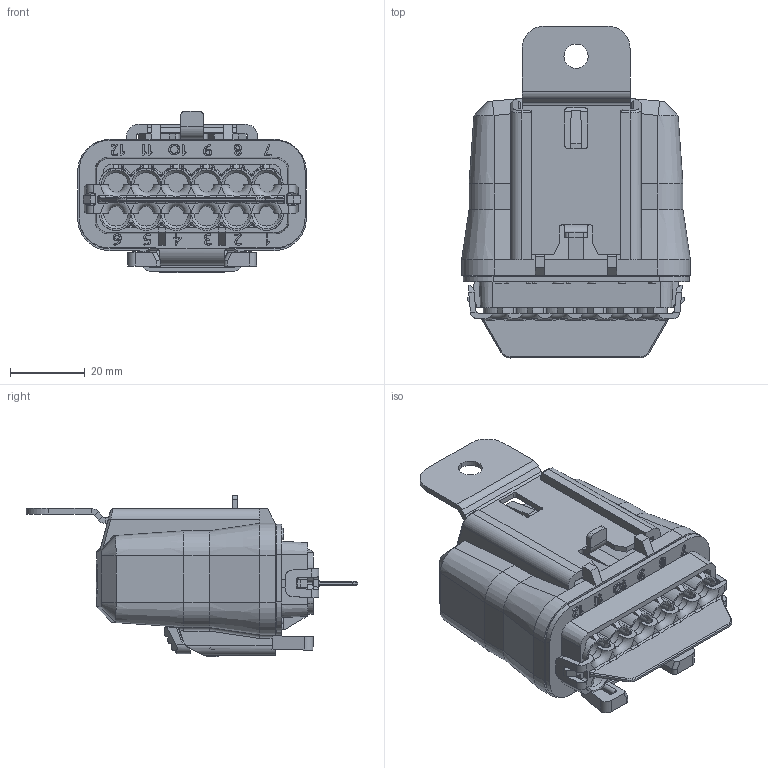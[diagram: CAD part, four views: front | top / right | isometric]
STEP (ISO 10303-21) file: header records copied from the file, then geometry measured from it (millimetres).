
FILE_DESCRIPTION((''),'2;1');
FILE_NAME('FRH-A12_SERIES_STANDARD_HOUSING_ASM','2024-06-12T14:34:56',('20077268'),(''),'CREO PARAMETRIC BY PTC INC, 2024014','CREO PARAMETRIC BY PTC INC, 2024014','');
FILE_SCHEMA(('CONFIG_CONTROL_DESIGN'));
Products named in the file (15): C26-1014_OUTER_BODY_NCF; C26-1014_SALES_INSERT-280D; C26-1014_SALES_HOUSING_ASM; C14-1011_INSTALLED; FRH-A12_ASM; FRH-A12_NCF_ASM; C27-1014_NCF; FRH-A12-C_NCF_ASM; C19-1002-AX_NCF; FRH-A12-MB-A1_ASM; C38-1019_NCF; FRH-A12-T_NCF_ASM; C38-1027_NCF; FRH-A-CPA_NCF_ASM; FRH-A12_SERIES_STANDARD_HOUSING_ASM
Assembly tree (25 placements, depth 5):
  FRH-A12_SERIES_STANDARD_HOUSING_ASM
    FRH-A12_NCF_ASM
      FRH-A12_ASM
        C26-1014_SALES_HOUSING_ASM
          C26-1014_OUTER_BODY_NCF
          C26-1014_SALES_INSERT-280D  x12
        C14-1011_INSTALLED
    FRH-A12-C_NCF_ASM
      C27-1014_NCF
    FRH-A12-MB-A1_ASM
      C19-1002-AX_NCF
    FRH-A12-T_NCF_ASM
      C38-1019_NCF
    FRH-A-CPA_NCF_ASM
      C38-1027_NCF
Bounding box: 61.4 x 89.08 x 43.25 mm (x, y, z)
Volume: 57399.6 mm3; surface area: 68888.8 mm2
Topology: 18 solids, 19 shells, 3006 faces, 7903 edges, 5004 vertices
Faces by surface type: plane 1380, cylinder 646, extrusion 476, cone 200, torus 195, bspline 79, sphere 30
Entity records: 90503 total; most frequent: CARTESIAN_POINT 26148, ORIENTED_EDGE 14046, DIRECTION 12021, EDGE_CURVE 7023, VERTEX_POINT 4432, VECTOR 4413, LINE 3937, AXIS2_PLACEMENT_3D 3804
